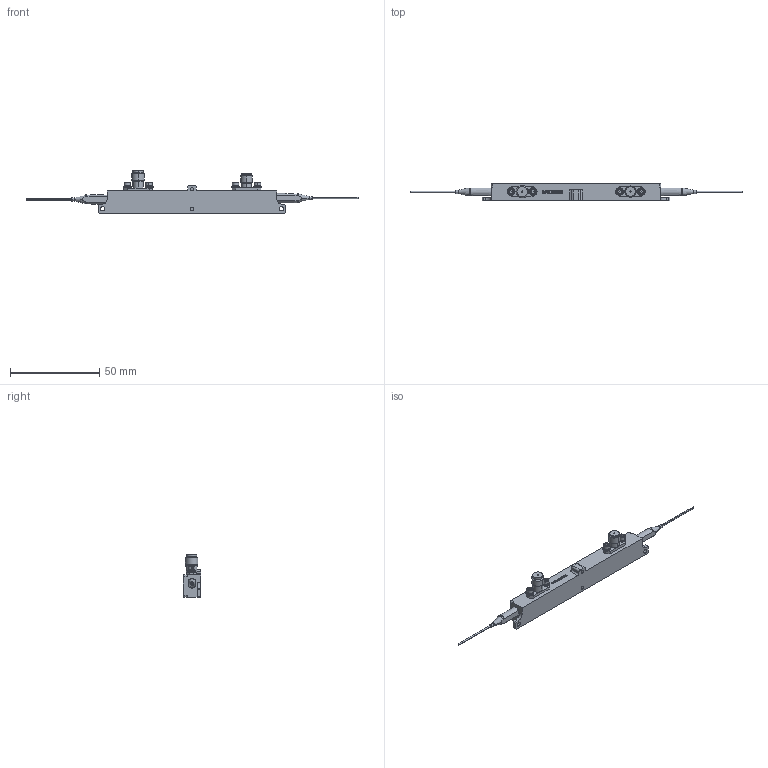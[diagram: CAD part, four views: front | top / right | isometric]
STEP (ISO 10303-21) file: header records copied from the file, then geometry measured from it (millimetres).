
FILE_DESCRIPTION (( 'STEP AP203' ), '1' );
FILE_NAME ('20870-E0W.STEP', '2018-05-07T20:07:43', ( '' ), ( '' ), 'SwSTEP 2.0', 'SolidWorks 2016', '' );
FILE_SCHEMA (( 'CONFIG_CONTROL_DESIGN' ));
Length unit declared in the file: millimetre
Products named in the file (1): 20870-E0W
Bounding box: 185.8 x 9.63 x 23.81 mm (x, y, z)
Surface area: 6542.4 mm2 (no closed solid volume)
Topology: 0 solids, 29 shells, 583 faces, 2471 edges, 1848 vertices
Faces by surface type: plane 350, bspline 100, cylinder 62, cone 59, torus 12
Entity records: 34628 total; most frequent: CARTESIAN_POINT 16309, ORIENTED_EDGE 3546, DIRECTION 3025, EDGE_CURVE 2471, VERTEX_POINT 1848, LINE 1553, VECTOR 1553, AXIS2_PLACEMENT_3D 736
